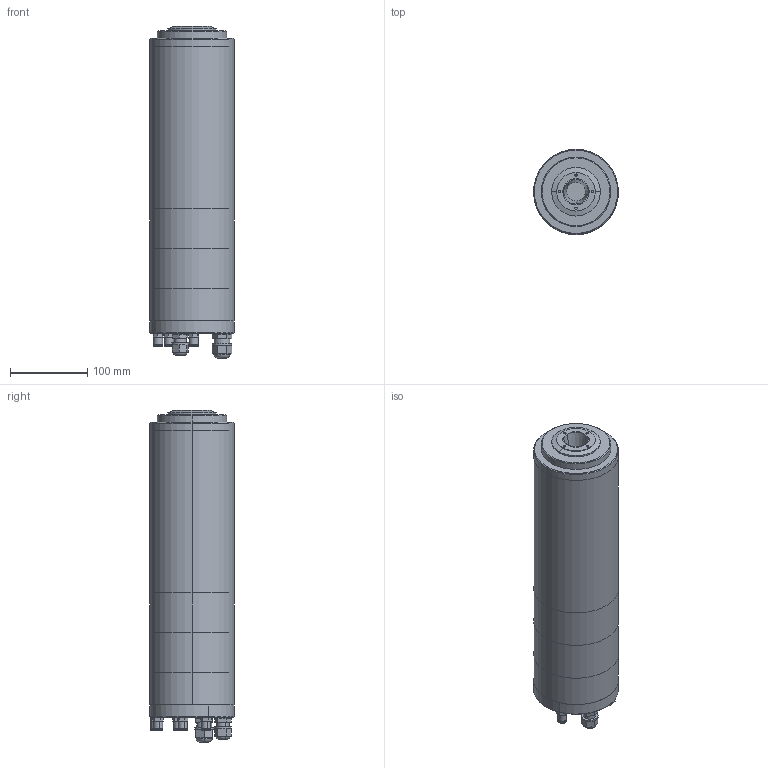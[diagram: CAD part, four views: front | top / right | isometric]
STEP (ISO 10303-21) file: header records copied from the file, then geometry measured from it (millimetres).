
FILE_DESCRIPTION (( 'STEP AP214' ), '1' );
FILE_NAME ('GDL110-30-24Z軞蚾.STEP', '2021-05-21T05:15:13', ( '萇齟' ), ( '' ), 'SwSTEP 2.0', 'SolidWorks 2018', '' );
FILE_SCHEMA (( 'AUTOMOTIVE_DESIGN' ));
Length unit declared in the file: millimetre
Products named in the file (11): 萇埭羲壽M16; GDL110綴裔; GDL110-30-24Z前螺母; GDL110-30-24Z气缸2; 籵蚚M10ァ郲; GDL110-30-24Z儂褲; GDL110-30-24Z气缸1; GDL110-30-24Z軞蚾; 陓瘍羲壽M12; GDL110-30-24Z气缸4; GDL110-30-24Z气缸3
Assembly tree (14 placements, depth 3):
  GDL110-30-24Z軞蚾
    GDL110-30-24Z儂褲
    GDL110-30-24Z前螺母
    GDL110-30-24Z气缸1
    GDL110-30-24Z气缸2
    GDL110-30-24Z气缸3
    GDL110綴裔
      GDL110-30-24Z气缸4
      籵蚚M10ァ郲  x5
    萇埭羲壽M16
    陓瘍羲壽M12
Bounding box: 110 x 110 x 430.47 mm (x, y, z)
Volume: 3711959.9 mm3; surface area: 272388.2 mm2
Topology: 13 solids, 13 shells, 318 faces, 692 edges, 428 vertices
Faces by surface type: plane 146, cylinder 134, cone 34, torus 4
Entity records: 6888 total; most frequent: DIRECTION 1216, CARTESIAN_POINT 1032, ORIENTED_EDGE 968, EDGE_CURVE 484, AXIS2_PLACEMENT_3D 484, VERTEX_POINT 300, EDGE_LOOP 274, LINE 248
